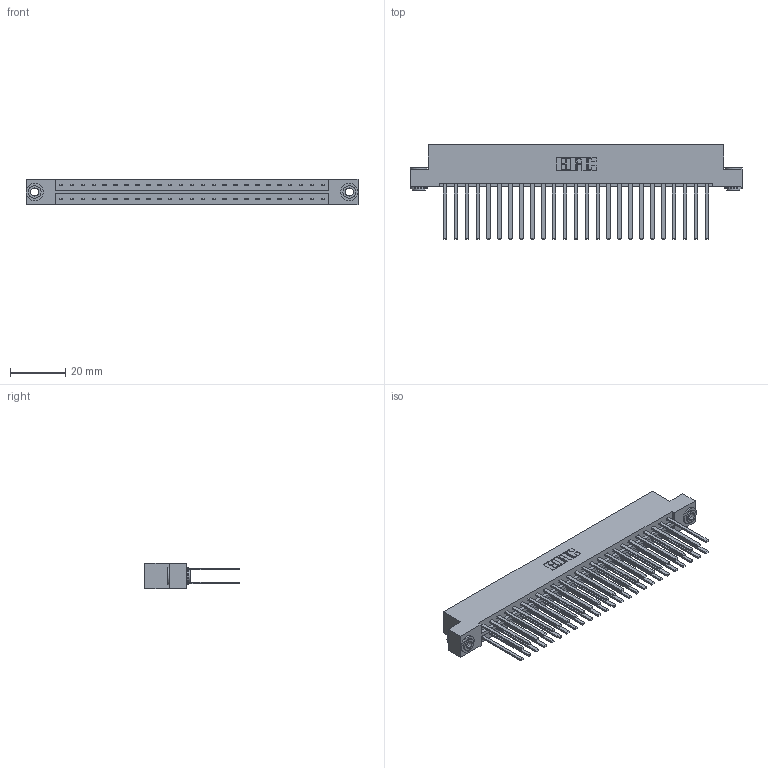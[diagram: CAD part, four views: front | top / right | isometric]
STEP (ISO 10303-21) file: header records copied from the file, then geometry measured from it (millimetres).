
FILE_DESCRIPTION (( 'STEP AP203' ), '1' );
FILE_NAME ('833-050-544-203.STEP', '2020-06-04T17:50:14', ( '' ), ( '' ), 'SwSTEP 2.0', 'SolidWorks 2020', '' );
FILE_SCHEMA (( 'CONFIG_CONTROL_DESIGN' ));
Length unit declared in the file: inch
Products named in the file (4): 833 Part_Flush - .156 Dia - TH; 345-292-001_345-293-144; 833-050-544-203; 345-250-002_345-250-002-102
Assembly tree (53 placements, depth 2):
  833-050-544-203
    833 Part_Flush - .156 Dia - TH
    345-292-001_345-293-144  x50
    345-250-002_345-250-002-102  x2
Bounding box: 120.6 x 34.3 x 9.4 mm (x, y, z)
Volume: 12873.8 mm3; surface area: 17515 mm2
Topology: 53 solids, 53 shells, 2452 faces, 7237 edges, 4754 vertices
Faces by surface type: plane 1680, cylinder 764, cone 8
Entity records: 18748 total; most frequent: CARTESIAN_POINT 3101, ORIENTED_EDGE 3030, DIRECTION 2709, EDGE_CURVE 1515, VECTOR 1367, LINE 1367, VERTEX_POINT 1006, AXIS2_PLACEMENT_3D 671
